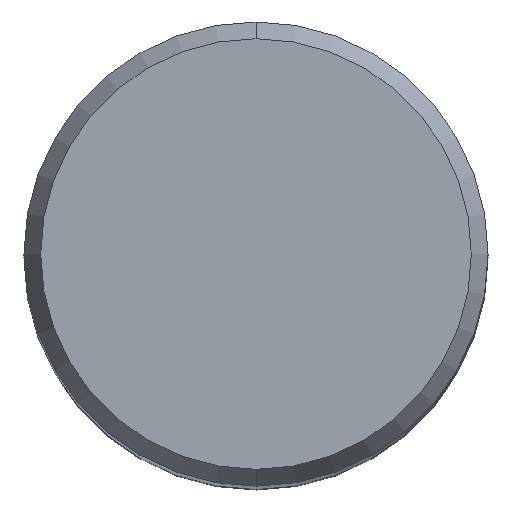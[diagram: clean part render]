
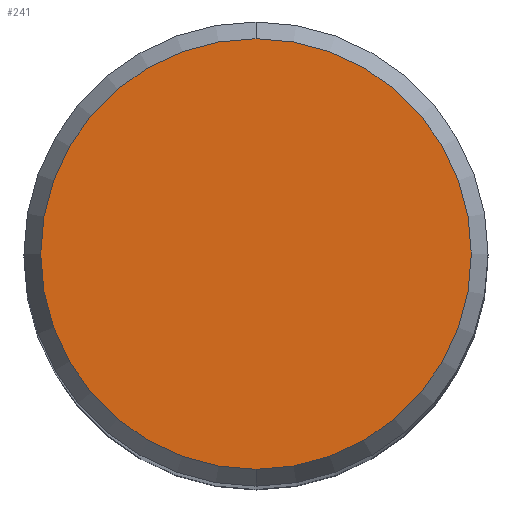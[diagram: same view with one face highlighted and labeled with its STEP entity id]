
A CAD part, top view. The second image highlights one B-rep face of the part: STEP entity #241.
In plain terms, the highlighted planar face has unit normal (0, 0, 1).
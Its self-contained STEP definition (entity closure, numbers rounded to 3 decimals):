
#197=VERTEX_POINT('',#467);
#209=EDGE_CURVE('',#197,#393,#479,.T.);
#241=ADVANCED_FACE('',(#514),#515,.T.);
#291=EDGE_CURVE('',#393,#197,#567,.T.);
#393=VERTEX_POINT('',#683);
#467=CARTESIAN_POINT('',(0.,-5.892,0.0));
#479=CIRCLE('',#819,5.892);
#514=FACE_OUTER_BOUND('',#871,.T.);
#515=PLANE('',#872);
#567=CIRCLE('',#1077,5.892);
#683=CARTESIAN_POINT('',(0.0,5.892,0.0));
#819=AXIS2_PLACEMENT_3D('',#1385,#1386,#1387);
#871=EDGE_LOOP('',(#1431,#1432));
#872=AXIS2_PLACEMENT_3D('',#1433,#1434,#1435);
#1077=AXIS2_PLACEMENT_3D('',#1489,#1490,#1491);
#1385=CARTESIAN_POINT('',(0.0,0.0,0.0));
#1386=DIRECTION('',(0.0,0.0,-1.0));
#1387=DIRECTION('',(0.0,1.0,0.0));
#1431=ORIENTED_EDGE('',*,*,#291,.F.);
#1432=ORIENTED_EDGE('',*,*,#209,.F.);
#1433=CARTESIAN_POINT('',(0.0,2.946,0.0));
#1434=DIRECTION('',(-0.0,0.0,1.0));
#1435=DIRECTION('',(0.0,-1.0,0.0));
#1489=CARTESIAN_POINT('',(0.0,0.0,0.0));
#1490=DIRECTION('',(0.0,0.0,-1.0));
#1491=DIRECTION('',(0.0,1.0,0.0));
